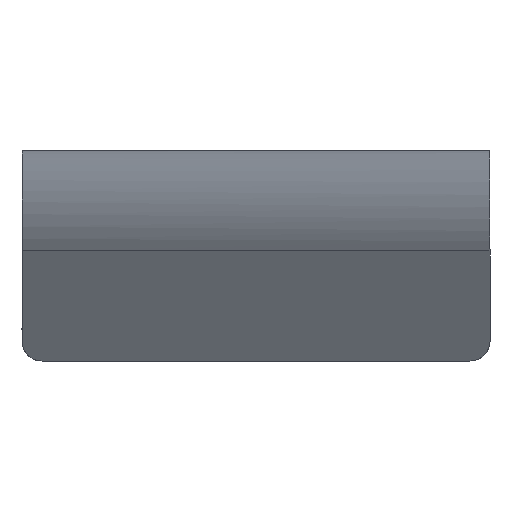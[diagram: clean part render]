
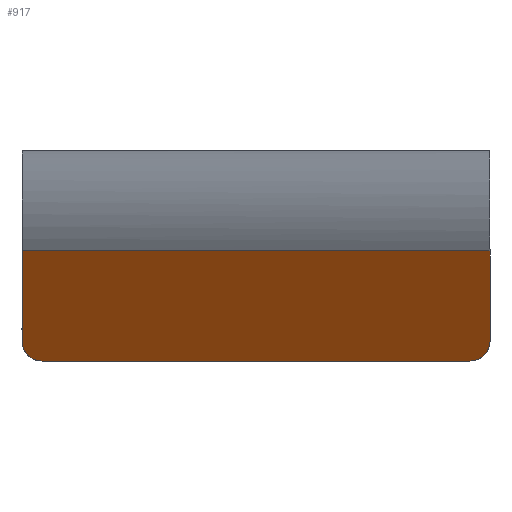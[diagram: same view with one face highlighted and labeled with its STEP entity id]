
A CAD part, left-side view. The second image highlights one B-rep face of the part: STEP entity #917.
In plain terms, the highlighted planar face has unit normal (-0.707, 0.707, 0).
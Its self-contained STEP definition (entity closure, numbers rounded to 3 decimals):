
#35 = CARTESIAN_POINT ( 'NONE',  ( -491.91, 57.75, 2. ) ) ;
#271 = VERTEX_POINT ( 'NONE', #8698 ) ;
#916 = VERTEX_POINT ( 'NONE', #11579 ) ;
#917 = ADVANCED_FACE ( 'NONE', ( #6737 ), #9693, .F. ) ;
#952 = CARTESIAN_POINT ( 'NONE',  ( -491.91, 57.75, 2. ) ) ;
#1258 = CARTESIAN_POINT ( 'NONE',  ( -491.91, 57.75, -5.612 ) ) ;
#1657 = VECTOR ( 'NONE', #2358, 1000. ) ;
#1710 = VECTOR ( 'NONE', #4426, 1000. ) ;
#1883 = ORIENTED_EDGE ( 'NONE', *, *, #8682, .T. ) ;
#1983 = CARTESIAN_POINT ( 'NONE',  ( -492.738, 56.922, 0. ) ) ;
#2358 = DIRECTION ( 'NONE',  ( 0., 0., 1. ) ) ;
#2431 = ORIENTED_EDGE ( 'NONE', *, *, #4895, .T. ) ;
#2535 = EDGE_CURVE ( 'NONE', #8898, #271, #11432, .T. ) ;
#3032 = CARTESIAN_POINT ( 'NONE',  ( -493.91, 55.75, 0. ) ) ;
#3055 =( BOUNDED_CURVE ( )  B_SPLINE_CURVE ( 3, ( #5020, #7992, #9039, #4147 ),
 .UNSPECIFIED., .F., .T. ) 
 B_SPLINE_CURVE_WITH_KNOTS ( ( 4, 4 ),
 ( 1.571, 3.142 ),
 .UNSPECIFIED. ) 
 CURVE ( )  GEOMETRIC_REPRESENTATION_ITEM ( )  RATIONAL_B_SPLINE_CURVE ( ( 1., 0.805, 0.805, 1. ) ) 
 REPRESENTATION_ITEM ( '' )  );
#4147 = CARTESIAN_POINT ( 'NONE',  ( -538.71, 10.95, 2. ) ) ;
#4418 = CARTESIAN_POINT ( 'NONE',  ( -493.91, 55.75, 0. ) ) ;
#4426 = DIRECTION ( 'NONE',  ( -0.707, -0.707, 0. ) ) ;
#4439 = VECTOR ( 'NONE', #11012, 1000. ) ;
#4534 = VERTEX_POINT ( 'NONE', #6090 ) ;
#4554 = EDGE_CURVE ( 'NONE', #10270, #4534, #7086, .T. ) ;
#4682 = DIRECTION ( 'NONE',  ( 0.707, 0.707, 0. ) ) ;
#4895 = EDGE_CURVE ( 'NONE', #8898, #11161, #9260, .T. ) ;
#5020 = CARTESIAN_POINT ( 'NONE',  ( -536.71, 12.95, 0. ) ) ;
#5042 = ORIENTED_EDGE ( 'NONE', *, *, #4554, .T. ) ;
#5420 = AXIS2_PLACEMENT_3D ( 'NONE', #6667, #12630, #4682 ) ;
#5794 = CARTESIAN_POINT ( 'NONE',  ( -533.588, 16.071, 11. ) ) ;
#6090 = CARTESIAN_POINT ( 'NONE',  ( -538.71, 10.95, 11. ) ) ;
#6667 = CARTESIAN_POINT ( 'NONE',  ( -533.588, 16.071, -5.612 ) ) ;
#6737 = FACE_OUTER_BOUND ( 'NONE', #9300, .T. ) ;
#7086 = LINE ( 'NONE', #9911, #4439 ) ;
#7150 = EDGE_CURVE ( 'NONE', #4534, #271, #10773, .T. ) ;
#7480 = ORIENTED_EDGE ( 'NONE', *, *, #7150, .T. ) ;
#7992 = CARTESIAN_POINT ( 'NONE',  ( -537.881, 11.778, 0. ) ) ;
#8103 = EDGE_CURVE ( 'NONE', #916, #10270, #3055, .T. ) ;
#8682 = EDGE_CURVE ( 'NONE', #11161, #916, #11455, .T. ) ;
#8698 = CARTESIAN_POINT ( 'NONE',  ( -491.91, 57.75, 11. ) ) ;
#8822 = DIRECTION ( 'NONE',  ( 0.707, 0.707, 0. ) ) ;
#8898 = VERTEX_POINT ( 'NONE', #952 ) ;
#9039 = CARTESIAN_POINT ( 'NONE',  ( -538.71, 10.95, 0.828 ) ) ;
#9087 = CARTESIAN_POINT ( 'NONE',  ( -538.71, 10.95, 2. ) ) ;
#9238 = ORIENTED_EDGE ( 'NONE', *, *, #2535, .F. ) ;
#9260 =( BOUNDED_CURVE ( )  B_SPLINE_CURVE ( 3, ( #35, #11974, #1983, #3032 ),
 .UNSPECIFIED., .F., .T. ) 
 B_SPLINE_CURVE_WITH_KNOTS ( ( 4, 4 ),
 ( 3.142, 4.712 ),
 .UNSPECIFIED. ) 
 CURVE ( )  GEOMETRIC_REPRESENTATION_ITEM ( )  RATIONAL_B_SPLINE_CURVE ( ( 1., 0.805, 0.805, 1. ) ) 
 REPRESENTATION_ITEM ( '' )  );
#9300 = EDGE_LOOP ( 'NONE', ( #9238, #2431, #1883, #12791, #5042, #7480 ) ) ;
#9439 = CARTESIAN_POINT ( 'NONE',  ( -538.71, 10.95, 0. ) ) ;
#9693 = PLANE ( 'NONE',  #5420 ) ;
#9911 = CARTESIAN_POINT ( 'NONE',  ( -538.71, 10.95, -5.612 ) ) ;
#10270 = VERTEX_POINT ( 'NONE', #9087 ) ;
#10773 = LINE ( 'NONE', #5794, #11290 ) ;
#11012 = DIRECTION ( 'NONE',  ( 0., 0., 1. ) ) ;
#11161 = VERTEX_POINT ( 'NONE', #4418 ) ;
#11290 = VECTOR ( 'NONE', #8822, 1000. ) ;
#11432 = LINE ( 'NONE', #1258, #1657 ) ;
#11455 = LINE ( 'NONE', #9439, #1710 ) ;
#11579 = CARTESIAN_POINT ( 'NONE',  ( -536.71, 12.95, 0. ) ) ;
#11974 = CARTESIAN_POINT ( 'NONE',  ( -491.91, 57.75, 0.828 ) ) ;
#12630 = DIRECTION ( 'NONE',  ( 0.707, -0.707, 0. ) ) ;
#12791 = ORIENTED_EDGE ( 'NONE', *, *, #8103, .T. ) ;
